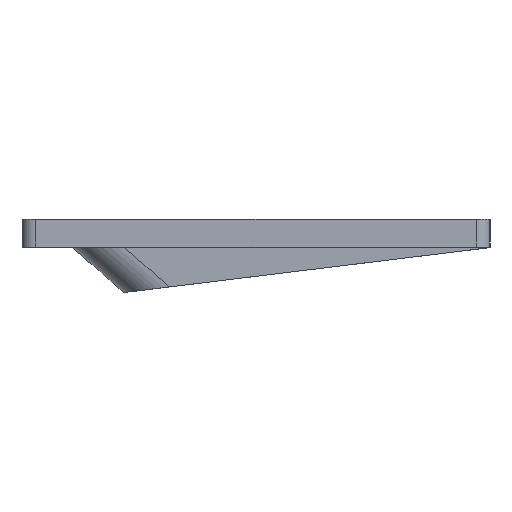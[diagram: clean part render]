
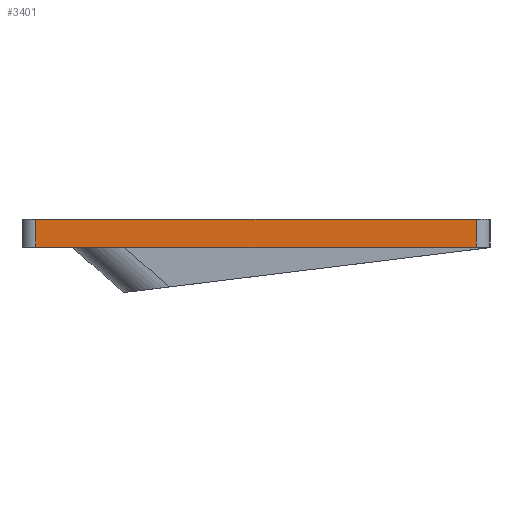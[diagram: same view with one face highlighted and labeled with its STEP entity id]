
A CAD part, left-side view. The second image highlights one B-rep face of the part: STEP entity #3401.
In plain terms, the highlighted planar face has unit normal (-1, 0, 0).
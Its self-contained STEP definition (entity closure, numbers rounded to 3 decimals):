
#450=FACE_OUTER_BOUND('',#667,.T.);
#667=EDGE_LOOP('',(#2921,#2922,#2923,#2924));
#969=LINE('',#5985,#1300);
#970=LINE('',#5990,#1301);
#972=LINE('',#5996,#1303);
#973=LINE('',#5997,#1304);
#1300=VECTOR('',#4517,10.);
#1301=VECTOR('',#4524,10.);
#1303=VECTOR('',#4530,10.);
#1304=VECTOR('',#4531,10.);
#1624=VERTEX_POINT('',#5979);
#1625=VERTEX_POINT('',#5983);
#1626=VERTEX_POINT('',#5989);
#1628=VERTEX_POINT('',#5995);
#2070=EDGE_CURVE('',#1625,#1624,#969,.T.);
#2072=EDGE_CURVE('',#1624,#1626,#970,.T.);
#2075=EDGE_CURVE('',#1628,#1625,#972,.T.);
#2076=EDGE_CURVE('',#1628,#1626,#973,.T.);
#2921=ORIENTED_EDGE('',*,*,#2070,.F.);
#2922=ORIENTED_EDGE('',*,*,#2075,.F.);
#2923=ORIENTED_EDGE('',*,*,#2076,.T.);
#2924=ORIENTED_EDGE('',*,*,#2072,.F.);
#3218=PLANE('',#3708);
#3401=ADVANCED_FACE('',(#450),#3218,.T.);
#3708=AXIS2_PLACEMENT_3D('',#5994,#4528,#4529);
#4517=DIRECTION('',(0.,1.,0.));
#4524=DIRECTION('',(0.,0.,1.));
#4528=DIRECTION('center_axis',(-1.,0.,0.));
#4529=DIRECTION('ref_axis',(0.,1.,0.));
#4530=DIRECTION('',(0.,0.,-1.));
#4531=DIRECTION('',(0.,1.,0.));
#5979=CARTESIAN_POINT('',(25.369,-27.837,-4.915));
#5983=CARTESIAN_POINT('',(25.369,-155.4,-4.915));
#5985=CARTESIAN_POINT('',(25.369,-159.4,-4.915));
#5989=CARTESIAN_POINT('',(25.369,-27.837,3.1));
#5990=CARTESIAN_POINT('',(25.369,-27.837,3.2));
#5994=CARTESIAN_POINT('Origin',(25.369,-159.4,3.2));
#5995=CARTESIAN_POINT('',(25.369,-155.4,3.1));
#5996=CARTESIAN_POINT('',(25.369,-155.4,3.2));
#5997=CARTESIAN_POINT('',(25.369,-125.509,3.1));
